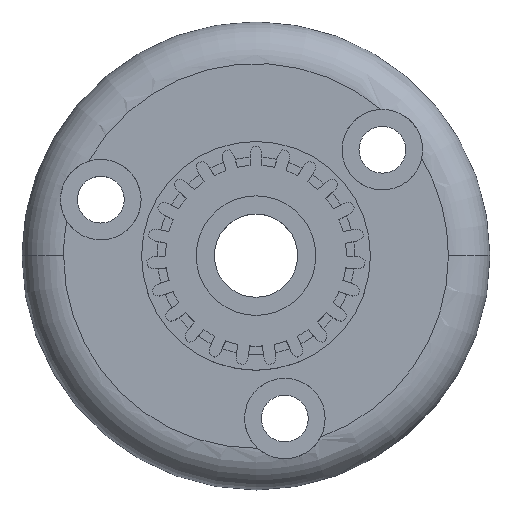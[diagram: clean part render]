
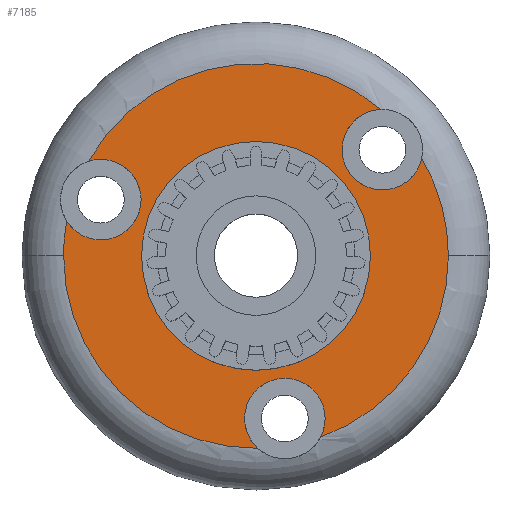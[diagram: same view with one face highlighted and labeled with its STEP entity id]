
A CAD part, top view. The second image highlights one B-rep face of the part: STEP entity #7185.
In plain terms, the highlighted planar face has unit normal (0, 0, 1).
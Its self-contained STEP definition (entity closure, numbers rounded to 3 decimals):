
#24 = VERTEX_POINT ( 'NONE', #4161 ) ;
#66 = VERTEX_POINT ( 'NONE', #2411 ) ;
#90 = DIRECTION ( 'NONE',  ( 1., 0., 0. ) ) ;
#264 = ORIENTED_EDGE ( 'NONE', *, *, #2680, .T. ) ;
#296 = EDGE_CURVE ( 'NONE', #3946, #1829, #7775, .T. ) ;
#329 = DIRECTION ( 'NONE',  ( 0., 0., 1. ) ) ;
#438 = CIRCLE ( 'NONE', #684, 18.5 ) ;
#494 = EDGE_CURVE ( 'NONE', #24, #1981, #7489, .T. ) ;
#570 = AXIS2_PLACEMENT_3D ( 'NONE', #6925, #3257, #1942 ) ;
#684 = AXIS2_PLACEMENT_3D ( 'NONE', #4896, #1871, #6767 ) ;
#731 = CIRCLE ( 'NONE', #7424, 3.875 ) ;
#810 = CARTESIAN_POINT ( 'NONE',  ( 12.15, 10.217, 7. ) ) ;
#828 = VERTEX_POINT ( 'NONE', #1460 ) ;
#887 = CARTESIAN_POINT ( 'NONE',  ( 2.773, -15.631, 7. ) ) ;
#908 = CIRCLE ( 'NONE', #4933, 3.875 ) ;
#916 = AXIS2_PLACEMENT_3D ( 'NONE', #7025, #3979, #2099 ) ;
#1086 = CARTESIAN_POINT ( 'NONE',  ( -14.923, 5.414, 7. ) ) ;
#1201 = CARTESIAN_POINT ( 'NONE',  ( 8.275, 10.217, 7. ) ) ;
#1274 = ORIENTED_EDGE ( 'NONE', *, *, #2163, .T. ) ;
#1318 = ORIENTED_EDGE ( 'NONE', *, *, #296, .T. ) ;
#1347 = CARTESIAN_POINT ( 'NONE',  ( 0.167, -18.499, 7. ) ) ;
#1366 = CARTESIAN_POINT ( 'NONE',  ( -14.923, 5.414, 7. ) ) ;
#1460 = CARTESIAN_POINT ( 'NONE',  ( -18.5, 0., 7. ) ) ;
#1482 = EDGE_CURVE ( 'NONE', #7151, #3590, #4259, .T. ) ;
#1527 = DIRECTION ( 'NONE',  ( 1., 0., 0. ) ) ;
#1579 = EDGE_CURVE ( 'NONE', #5533, #6084, #7474, .T. ) ;
#1672 = AXIS2_PLACEMENT_3D ( 'NONE', #5042, #7439, #90 ) ;
#1829 = VERTEX_POINT ( 'NONE', #7687 ) ;
#1871 = DIRECTION ( 'NONE',  ( 0., 0., 1. ) ) ;
#1889 = CIRCLE ( 'NONE', #1672, 18.5 ) ;
#1942 = DIRECTION ( 'NONE',  ( 1., 0., 0. ) ) ;
#1981 = VERTEX_POINT ( 'NONE', #4145 ) ;
#2044 = ORIENTED_EDGE ( 'NONE', *, *, #3663, .F. ) ;
#2090 = CIRCLE ( 'NONE', #570, 18.5 ) ;
#2099 = DIRECTION ( 'NONE',  ( 1., 0., 0. ) ) ;
#2105 = EDGE_CURVE ( 'NONE', #66, #2397, #1889, .T. ) ;
#2163 = EDGE_CURVE ( 'NONE', #24, #828, #2090, .T. ) ;
#2179 = ORIENTED_EDGE ( 'NONE', *, *, #494, .F. ) ;
#2313 = DIRECTION ( 'NONE',  ( 1., 0., 0. ) ) ;
#2397 = VERTEX_POINT ( 'NONE', #6489 ) ;
#2411 = CARTESIAN_POINT ( 'NONE',  ( 6.206, -17.428, 7. ) ) ;
#2452 = AXIS2_PLACEMENT_3D ( 'NONE', #4912, #4351, #5625 ) ;
#2495 = CARTESIAN_POINT ( 'NONE',  ( 15.937, 9.394, 7. ) ) ;
#2680 = EDGE_CURVE ( 'NONE', #828, #6084, #438, .T. ) ;
#2724 = AXIS2_PLACEMENT_3D ( 'NONE', #1366, #5020, #4350 ) ;
#2827 = EDGE_LOOP ( 'NONE', ( #4001, #4501 ) ) ;
#2969 = DIRECTION ( 'NONE',  ( 0., 0., -1. ) ) ;
#2994 = DIRECTION ( 'NONE',  ( 1., 0., 0. ) ) ;
#3050 = VERTEX_POINT ( 'NONE', #4387 ) ;
#3110 = CIRCLE ( 'NONE', #2452, 11. ) ;
#3113 = EDGE_CURVE ( 'NONE', #3946, #4093, #731, .T. ) ;
#3257 = DIRECTION ( 'NONE',  ( 0., 0., 1. ) ) ;
#3338 = DIRECTION ( 'NONE',  ( 0., 0., 1. ) ) ;
#3427 = CARTESIAN_POINT ( 'NONE',  ( -1.102, -15.631, 7. ) ) ;
#3471 = DIRECTION ( 'NONE',  ( 0., 0., 1. ) ) ;
#3498 = EDGE_CURVE ( 'NONE', #4093, #5123, #4540, .T. ) ;
#3590 = VERTEX_POINT ( 'NONE', #5618 ) ;
#3663 = EDGE_CURVE ( 'NONE', #3050, #5533, #908, .T. ) ;
#3670 = EDGE_LOOP ( 'NONE', ( #4377, #5149, #4583, #6854, #6121, #1318, #6389, #2179, #1274, #264, #7213, #2044 ) ) ;
#3892 = DIRECTION ( 'NONE',  ( 0., 0., 1. ) ) ;
#3898 = DIRECTION ( 'NONE',  ( 0., 0., 1. ) ) ;
#3946 = VERTEX_POINT ( 'NONE', #6903 ) ;
#3979 = DIRECTION ( 'NONE',  ( 0., 0., 1. ) ) ;
#3989 = AXIS2_PLACEMENT_3D ( 'NONE', #1086, #5397, #2313 ) ;
#4001 = ORIENTED_EDGE ( 'NONE', *, *, #1482, .T. ) ;
#4093 = VERTEX_POINT ( 'NONE', #1201 ) ;
#4145 = CARTESIAN_POINT ( 'NONE',  ( -11.048, 5.414, 7. ) ) ;
#4161 = CARTESIAN_POINT ( 'NONE',  ( -18.196, 3.34, 7. ) ) ;
#4178 = EDGE_CURVE ( 'NONE', #3590, #7151, #3110, .T. ) ;
#4245 = CARTESIAN_POINT ( 'NONE',  ( 2.773, -15.631, 7. ) ) ;
#4259 = CIRCLE ( 'NONE', #7685, 11. ) ;
#4350 = DIRECTION ( 'NONE',  ( 1., 0., 0. ) ) ;
#4351 = DIRECTION ( 'NONE',  ( 0., 0., -1. ) ) ;
#4377 = ORIENTED_EDGE ( 'NONE', *, *, #7340, .F. ) ;
#4387 = CARTESIAN_POINT ( 'NONE',  ( 6.648, -15.631, 7. ) ) ;
#4409 = CIRCLE ( 'NONE', #916, 18.5 ) ;
#4499 = CIRCLE ( 'NONE', #5567, 3.875 ) ;
#4501 = ORIENTED_EDGE ( 'NONE', *, *, #4178, .T. ) ;
#4540 = CIRCLE ( 'NONE', #6647, 3.875 ) ;
#4576 = FACE_BOUND ( 'NONE', #2827, .T. ) ;
#4583 = ORIENTED_EDGE ( 'NONE', *, *, #5284, .T. ) ;
#4584 = CARTESIAN_POINT ( 'NONE',  ( -14.923, 5.414, 7. ) ) ;
#4888 = DIRECTION ( 'NONE',  ( 0., 0., 1. ) ) ;
#4896 = CARTESIAN_POINT ( 'NONE',  ( 0., 0., 7. ) ) ;
#4910 = CARTESIAN_POINT ( 'NONE',  ( -11., 0., 7. ) ) ;
#4912 = CARTESIAN_POINT ( 'NONE',  ( 0., 0., 7. ) ) ;
#4933 = AXIS2_PLACEMENT_3D ( 'NONE', #887, #3338, #5159 ) ;
#4947 = CIRCLE ( 'NONE', #7211, 3.875 ) ;
#5020 = DIRECTION ( 'NONE',  ( 0., 0., 1. ) ) ;
#5042 = CARTESIAN_POINT ( 'NONE',  ( 0., 0., 7. ) ) ;
#5123 = VERTEX_POINT ( 'NONE', #2495 ) ;
#5149 = ORIENTED_EDGE ( 'NONE', *, *, #2105, .T. ) ;
#5159 = DIRECTION ( 'NONE',  ( 1., 0., 0. ) ) ;
#5284 = EDGE_CURVE ( 'NONE', #2397, #5123, #4409, .T. ) ;
#5382 = EDGE_CURVE ( 'NONE', #1981, #1829, #4499, .T. ) ;
#5397 = DIRECTION ( 'NONE',  ( 0., 0., 1. ) ) ;
#5403 = DIRECTION ( 'NONE',  ( 0., 0., 1. ) ) ;
#5533 = VERTEX_POINT ( 'NONE', #3427 ) ;
#5567 = AXIS2_PLACEMENT_3D ( 'NONE', #4584, #329, #7053 ) ;
#5618 = CARTESIAN_POINT ( 'NONE',  ( 11., 0., 7. ) ) ;
#5625 = DIRECTION ( 'NONE',  ( 1., 0., 0. ) ) ;
#5628 = DIRECTION ( 'NONE',  ( 1., 0., 0. ) ) ;
#5943 = CARTESIAN_POINT ( 'NONE',  ( 0., 0., 7. ) ) ;
#6002 = CARTESIAN_POINT ( 'NONE',  ( 0., 0., 7. ) ) ;
#6084 = VERTEX_POINT ( 'NONE', #1347 ) ;
#6121 = ORIENTED_EDGE ( 'NONE', *, *, #3113, .F. ) ;
#6244 = PLANE ( 'NONE',  #2724 ) ;
#6389 = ORIENTED_EDGE ( 'NONE', *, *, #5382, .F. ) ;
#6417 = FACE_OUTER_BOUND ( 'NONE', #3670, .T. ) ;
#6489 = CARTESIAN_POINT ( 'NONE',  ( 18.5, 0., 7. ) ) ;
#6492 = AXIS2_PLACEMENT_3D ( 'NONE', #4245, #4888, #2994 ) ;
#6519 = DIRECTION ( 'NONE',  ( 1., 0., 0. ) ) ;
#6647 = AXIS2_PLACEMENT_3D ( 'NONE', #6725, #5403, #7891 ) ;
#6725 = CARTESIAN_POINT ( 'NONE',  ( 12.15, 10.217, 7. ) ) ;
#6767 = DIRECTION ( 'NONE',  ( 1., 0., 0. ) ) ;
#6854 = ORIENTED_EDGE ( 'NONE', *, *, #3498, .F. ) ;
#6903 = CARTESIAN_POINT ( 'NONE',  ( 11.99, 14.088, 7. ) ) ;
#6924 = AXIS2_PLACEMENT_3D ( 'NONE', #5943, #3471, #6519 ) ;
#6925 = CARTESIAN_POINT ( 'NONE',  ( 0., 0., 7. ) ) ;
#6984 = CARTESIAN_POINT ( 'NONE',  ( 2.773, -15.631, 7. ) ) ;
#7025 = CARTESIAN_POINT ( 'NONE',  ( 0., 0., 7. ) ) ;
#7053 = DIRECTION ( 'NONE',  ( 1., 0., 0. ) ) ;
#7151 = VERTEX_POINT ( 'NONE', #4910 ) ;
#7185 = ADVANCED_FACE ( 'NONE', ( #6417, #4576 ), #6244, .T. ) ;
#7211 = AXIS2_PLACEMENT_3D ( 'NONE', #6984, #3892, #1527 ) ;
#7213 = ORIENTED_EDGE ( 'NONE', *, *, #1579, .F. ) ;
#7340 = EDGE_CURVE ( 'NONE', #66, #3050, #4947, .T. ) ;
#7424 = AXIS2_PLACEMENT_3D ( 'NONE', #810, #3898, #5628 ) ;
#7439 = DIRECTION ( 'NONE',  ( 0., 0., 1. ) ) ;
#7474 = CIRCLE ( 'NONE', #6492, 3.875 ) ;
#7489 = CIRCLE ( 'NONE', #3989, 3.875 ) ;
#7685 = AXIS2_PLACEMENT_3D ( 'NONE', #6002, #2969, #7873 ) ;
#7687 = CARTESIAN_POINT ( 'NONE',  ( -16.104, 9.105, 7. ) ) ;
#7775 = CIRCLE ( 'NONE', #6924, 18.5 ) ;
#7873 = DIRECTION ( 'NONE',  ( 1., 0., 0. ) ) ;
#7891 = DIRECTION ( 'NONE',  ( 1., 0., 0. ) ) ;
